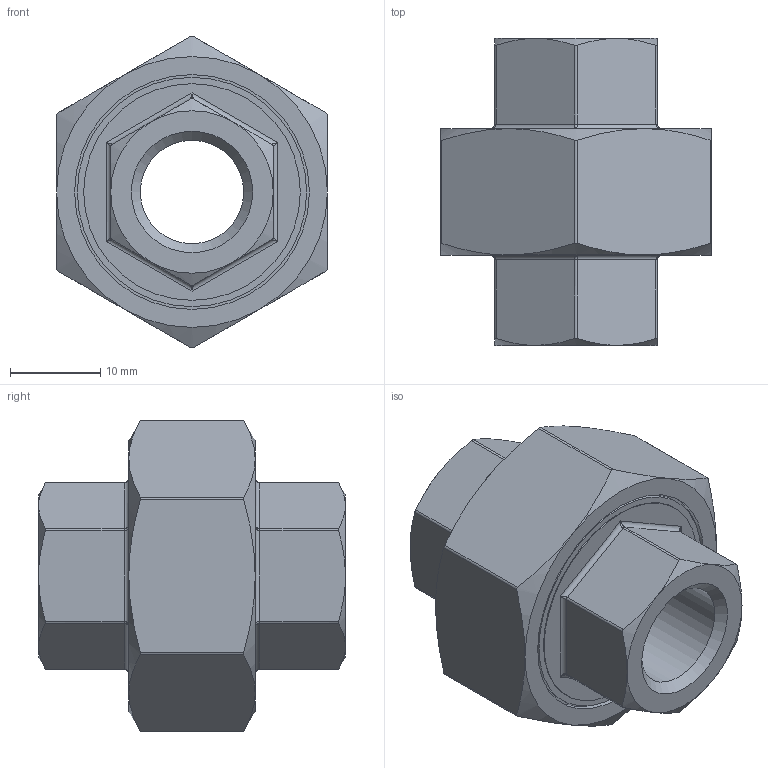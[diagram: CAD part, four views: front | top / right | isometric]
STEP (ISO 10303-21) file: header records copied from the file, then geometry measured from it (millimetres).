
FILE_DESCRIPTION(/* description */ (''),/* implementation_level */ '2;1');
FILE_NAME(/* name */ 'KI-311-008 Aschl.stp',/* time_stamp */ '2016-06-01T16:12:17+02:00',/* author */ ('hochmair'),/* organization */ (''),/* preprocessor_version */ 'ST-DEVELOPER v15.6',/* originating_system */ 'Autodesk Inventor 2015',/* authorisation */ '');
FILE_SCHEMA (('AUTOMOTIVE_DESIGN { 1 0 10303 214 3 1 1 }'));
Length unit declared in the file: millimetre
Products named in the file (1): TB32381855
Bounding box: 30 x 34 x 34.55 mm (x, y, z)
Volume: 11816.4 mm3; surface area: 5486.6 mm2
Topology: 1 solids, 1 shells, 106 faces, 245 edges, 137 vertices
Faces by surface type: cylinder 36, cone 30, plane 28, bspline 12
Full cylindrical faces by diameter (mm): 11.445 x2, 15.4 x1, 24 x1, 25.4 x1, 26 x1
Entity records: 3153 total; most frequent: CARTESIAN_POINT 1053, ORIENTED_EDGE 430, DIRECTION 416, EDGE_CURVE 215, AXIS2_PLACEMENT_3D 178, VERTEX_POINT 131, EDGE_LOOP 128, FACE_OUTER_BOUND 106
